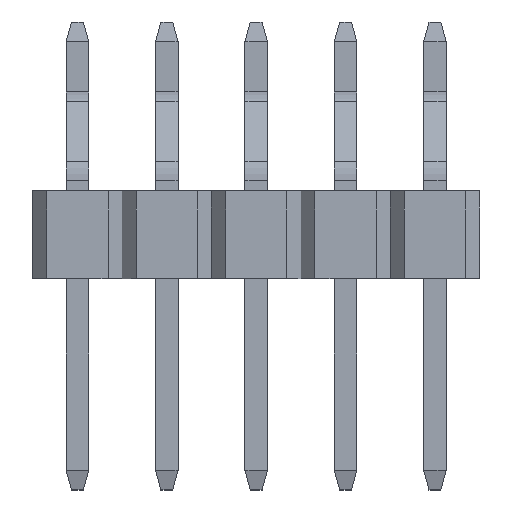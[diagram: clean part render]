
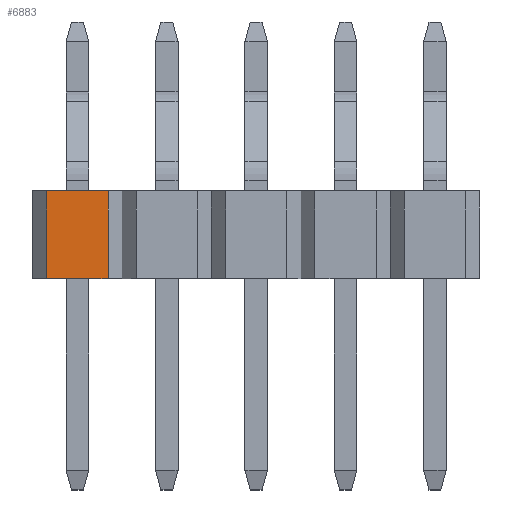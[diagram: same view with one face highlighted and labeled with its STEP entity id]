
A CAD part, top view. The second image highlights one B-rep face of the part: STEP entity #6883.
In plain terms, the highlighted planar face has unit normal (0, 0, 1).
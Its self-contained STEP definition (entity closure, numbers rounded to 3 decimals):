
#402=FACE_OUTER_BOUND('',#797,.T.);
#797=EDGE_LOOP('',(#4636,#4637,#4638,#4639));
#1289=LINE('',#9791,#2066);
#1321=LINE('',#9854,#2098);
#1324=LINE('',#9860,#2101);
#1325=LINE('',#9861,#2102);
#2066=VECTOR('',#7861,1.);
#2098=VECTOR('',#7899,1.);
#2101=VECTOR('',#7904,1.);
#2102=VECTOR('',#7905,1.);
#2920=VERTEX_POINT('',#9788);
#2921=VERTEX_POINT('',#9790);
#2949=VERTEX_POINT('',#9853);
#2951=VERTEX_POINT('',#9859);
#3583=EDGE_CURVE('',#2921,#2920,#1289,.T.);
#3615=EDGE_CURVE('',#2949,#2921,#1321,.T.);
#3618=EDGE_CURVE('',#2951,#2920,#1324,.T.);
#3619=EDGE_CURVE('',#2949,#2951,#1325,.T.);
#4636=ORIENTED_EDGE('',*,*,#3583,.T.);
#4637=ORIENTED_EDGE('',*,*,#3618,.F.);
#4638=ORIENTED_EDGE('',*,*,#3619,.F.);
#4639=ORIENTED_EDGE('',*,*,#3615,.T.);
#6450=PLANE('',#7313);
#6883=ADVANCED_FACE('',(#402),#6450,.F.);
#7313=AXIS2_PLACEMENT_3D('',#9858,#7902,#7903);
#7861=DIRECTION('',(-1.,0.,0.));
#7899=DIRECTION('',(0.,1.,0.));
#7902=DIRECTION('center_axis',(0.,0.,-1.));
#7903=DIRECTION('ref_axis',(0.,1.,0.));
#7904=DIRECTION('',(0.,1.,0.));
#7905=DIRECTION('',(-1.,0.,0.));
#9788=CARTESIAN_POINT('',(-5.945,-3.598,2.5));
#9790=CARTESIAN_POINT('',(-4.205,-3.598,2.5));
#9791=CARTESIAN_POINT('',(-5.945,-3.598,2.5));
#9853=CARTESIAN_POINT('',(-4.205,-6.098,2.5));
#9854=CARTESIAN_POINT('',(-4.205,-6.098,2.5));
#9858=CARTESIAN_POINT('Origin',(-5.945,-6.098,2.5));
#9859=CARTESIAN_POINT('',(-5.945,-6.098,2.5));
#9860=CARTESIAN_POINT('',(-5.945,-6.098,2.5));
#9861=CARTESIAN_POINT('',(-5.945,-6.098,2.5));
